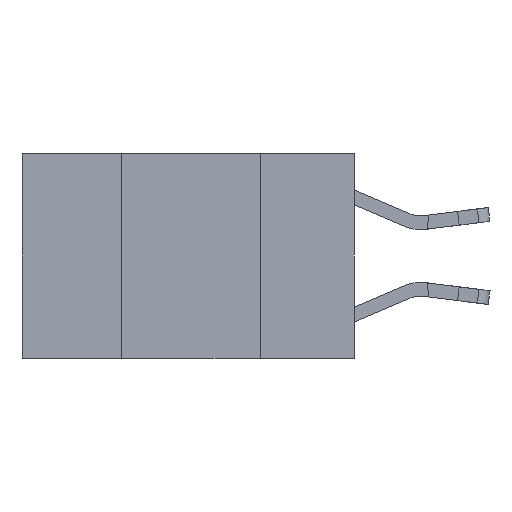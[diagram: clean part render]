
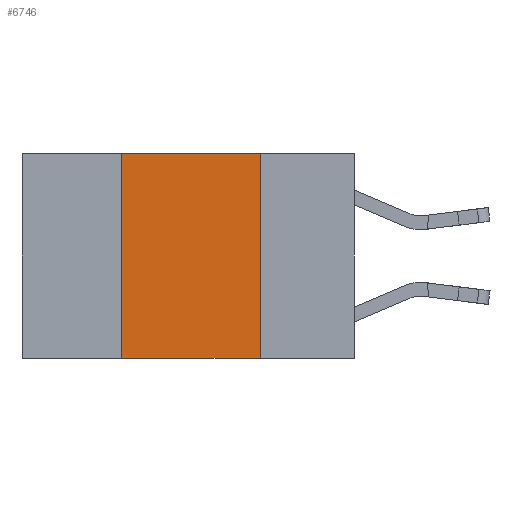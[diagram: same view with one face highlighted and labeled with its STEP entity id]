
A CAD part, left-side view. The second image highlights one B-rep face of the part: STEP entity #6746.
In plain terms, the highlighted planar face has unit normal (-1, 0, 0).
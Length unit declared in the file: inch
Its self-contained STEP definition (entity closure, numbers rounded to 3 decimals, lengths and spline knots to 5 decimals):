
#297 = DIRECTION ( 'NONE',  ( 1., 0., 0. ) ) ;
#514 = VECTOR ( 'NONE', #11360, 39.37008 ) ;
#634 = VERTEX_POINT ( 'NONE', #3491 ) ;
#853 = CARTESIAN_POINT ( 'NONE',  ( 0., 0.6, 0. ) ) ;
#2316 = EDGE_LOOP ( 'NONE', ( #7798, #11220, #2494, #5813 ) ) ;
#2365 = EDGE_CURVE ( 'NONE', #7016, #634, #4465, .T. ) ;
#2471 = AXIS2_PLACEMENT_3D ( 'NONE', #6031, #297, #7017 ) ;
#2494 = ORIENTED_EDGE ( 'NONE', *, *, #7405, .F. ) ;
#3382 = CARTESIAN_POINT ( 'NONE',  ( 0., 0.42, 0. ) ) ;
#3491 = CARTESIAN_POINT ( 'NONE',  ( 0., 0.17, -0.37 ) ) ;
#3666 = EDGE_CURVE ( 'NONE', #4846, #7016, #4240, .T. ) ;
#4106 = CARTESIAN_POINT ( 'NONE',  ( 0., 0.42, 0. ) ) ;
#4240 = LINE ( 'NONE', #853, #9725 ) ;
#4465 = LINE ( 'NONE', #4499, #11439 ) ;
#4499 = CARTESIAN_POINT ( 'NONE',  ( 0., 0.17, 0. ) ) ;
#4532 = DIRECTION ( 'NONE',  ( 0., 0., -1. ) ) ;
#4846 = VERTEX_POINT ( 'NONE', #3382 ) ;
#5813 = ORIENTED_EDGE ( 'NONE', *, *, #10534, .T. ) ;
#6031 = CARTESIAN_POINT ( 'NONE',  ( 0., 0.6, 0. ) ) ;
#6456 = CARTESIAN_POINT ( 'NONE',  ( 0., 0.17, 0. ) ) ;
#6746 = ADVANCED_FACE ( 'NONE', ( #10076 ), #10572, .F. ) ;
#7016 = VERTEX_POINT ( 'NONE', #6456 ) ;
#7017 = DIRECTION ( 'NONE',  ( 0., 0., -1. ) ) ;
#7405 = EDGE_CURVE ( 'NONE', #10136, #4846, #8098, .T. ) ;
#7488 = DIRECTION ( 'NONE',  ( 0., -1., 0. ) ) ;
#7793 = VECTOR ( 'NONE', #8706, 39.37008 ) ;
#7798 = ORIENTED_EDGE ( 'NONE', *, *, #2365, .F. ) ;
#8098 = LINE ( 'NONE', #4106, #514 ) ;
#8706 = DIRECTION ( 'NONE',  ( 0., -1., 0. ) ) ;
#9142 = CARTESIAN_POINT ( 'NONE',  ( 0., 0.42, -0.37 ) ) ;
#9725 = VECTOR ( 'NONE', #7488, 39.37008 ) ;
#10076 = FACE_OUTER_BOUND ( 'NONE', #2316, .T. ) ;
#10136 = VERTEX_POINT ( 'NONE', #9142 ) ;
#10180 = LINE ( 'NONE', #10460, #7793 ) ;
#10460 = CARTESIAN_POINT ( 'NONE',  ( 0., 0.6, -0.37 ) ) ;
#10534 = EDGE_CURVE ( 'NONE', #10136, #634, #10180, .T. ) ;
#10572 = PLANE ( 'NONE',  #2471 ) ;
#11220 = ORIENTED_EDGE ( 'NONE', *, *, #3666, .F. ) ;
#11360 = DIRECTION ( 'NONE',  ( 0., 0., 1. ) ) ;
#11439 = VECTOR ( 'NONE', #4532, 39.37008 ) ;
